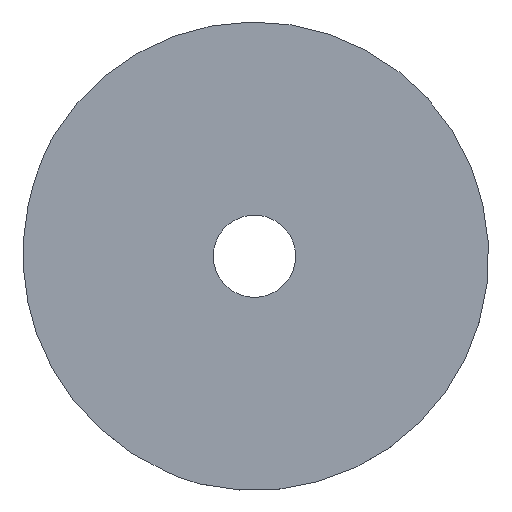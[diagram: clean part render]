
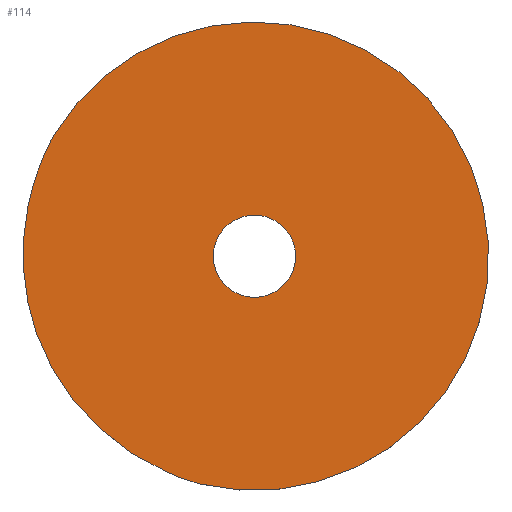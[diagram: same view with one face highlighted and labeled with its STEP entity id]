
A CAD part, top view. The second image highlights one B-rep face of the part: STEP entity #114.
In plain terms, the highlighted planar face has unit normal (0, 0, 1).
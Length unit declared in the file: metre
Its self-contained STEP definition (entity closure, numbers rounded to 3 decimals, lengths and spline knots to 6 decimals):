
#12=PLANE('',#141);
#15=B_SPLINE_CURVE_WITH_KNOTS('',3,(#211,#212,#213,#214,#215),
 .UNSPECIFIED.,.F.,.F.,(4,1,4),(0.,0.002905,0.005809),
 .UNSPECIFIED.);
#43=ORIENTED_EDGE('',*,*,#55,.T.);
#44=ORIENTED_EDGE('',*,*,#59,.F.);
#45=ORIENTED_EDGE('',*,*,#62,.F.);
#46=ORIENTED_EDGE('',*,*,#64,.F.);
#47=ORIENTED_EDGE('',*,*,#65,.F.);
#55=EDGE_CURVE('',#70,#69,#78,.T.);
#59=EDGE_CURVE('',#72,#69,#80,.T.);
#62=EDGE_CURVE('',#74,#72,#15,.T.);
#64=EDGE_CURVE('',#70,#74,#82,.T.);
#65=EDGE_CURVE('',#75,#75,#83,.T.);
#69=VERTEX_POINT('',#183);
#70=VERTEX_POINT('',#185);
#72=VERTEX_POINT('',#191);
#74=VERTEX_POINT('',#210);
#75=VERTEX_POINT('',#221);
#78=CIRCLE('',#131,0.0037);
#80=CIRCLE('',#134,0.00369);
#82=CIRCLE('',#137,0.003741);
#83=CIRCLE('',#139,0.00065);
#91=EDGE_LOOP('',(#43,#44,#45,#46));
#92=EDGE_LOOP('',(#47));
#101=FACE_BOUND('',#91,.T.);
#102=FACE_BOUND('',#92,.T.);
#114=ADVANCED_FACE('',(#101,#102),#12,.T.);
#131=AXIS2_PLACEMENT_3D('',#184,#150,#151);
#134=AXIS2_PLACEMENT_3D('',#192,#158,#159);
#137=AXIS2_PLACEMENT_3D('',#218,#165,#166);
#139=AXIS2_PLACEMENT_3D('',#220,#169,#170);
#141=AXIS2_PLACEMENT_3D('',#224,#173,#174);
#150=DIRECTION('',(0.,0.,1.));
#151=DIRECTION('',(1.,0.,0.));
#158=DIRECTION('',(0.,0.,-1.));
#159=DIRECTION('',(-1.,0.,0.));
#165=DIRECTION('',(0.,0.,-1.));
#166=DIRECTION('',(-1.,0.,0.));
#169=DIRECTION('',(0.,0.,1.));
#170=DIRECTION('',(1.,0.,0.));
#173=DIRECTION('',(0.,0.,1.));
#174=DIRECTION('',(1.,0.,0.));
#183=CARTESIAN_POINT('',(-0.003171,0.001907,0.0112));
#184=CARTESIAN_POINT('',(0.,0.,0.0112));
#185=CARTESIAN_POINT('',(-0.000859,-0.003599,0.0112));
#191=CARTESIAN_POINT('',(-0.003391,0.001427,0.0112));
#192=CARTESIAN_POINT('',(0.000063,0.00013,0.0112));
#210=CARTESIAN_POINT('',(-0.00138,-0.003411,0.0112));
#211=CARTESIAN_POINT('',(-0.00138,-0.003411,0.0112));
#212=CARTESIAN_POINT('',(-0.002269,-0.003028,0.0112));
#213=CARTESIAN_POINT('',(-0.003737,-0.001555,0.0112));
#214=CARTESIAN_POINT('',(-0.003746,0.000525,0.0112));
#215=CARTESIAN_POINT('',(-0.003391,0.001427,0.0112));
#218=CARTESIAN_POINT('',(0.000148,0.000004,0.0112));
#220=CARTESIAN_POINT('',(0.,0.,0.0112));
#221=CARTESIAN_POINT('',(0.00065,0.,0.0112));
#224=CARTESIAN_POINT('',(0.,0.,0.0112));
